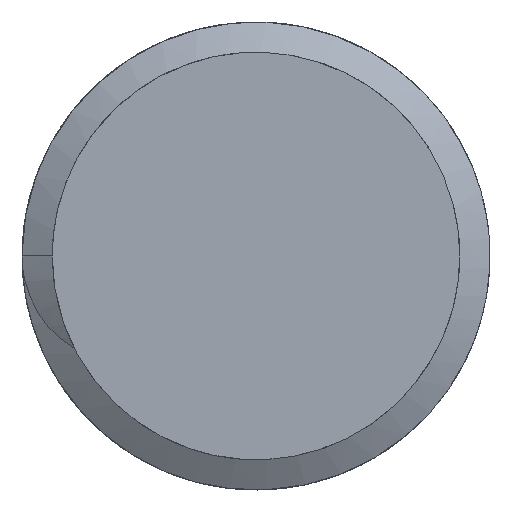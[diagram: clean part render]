
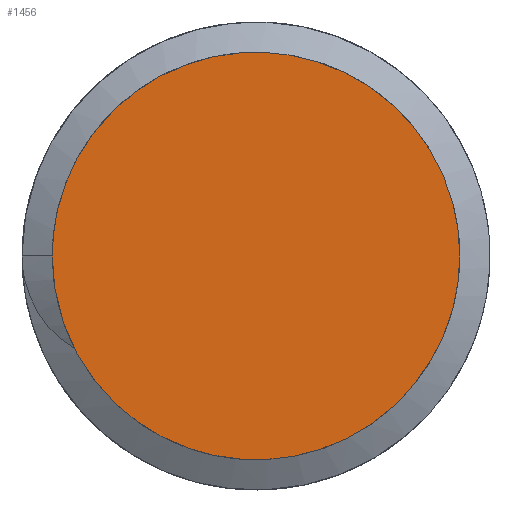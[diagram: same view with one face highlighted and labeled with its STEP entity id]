
A CAD part, left-side view. The second image highlights one B-rep face of the part: STEP entity #1456.
In plain terms, the highlighted free-form (B-spline) face has degree [1, 1] with [2, 2] control points.
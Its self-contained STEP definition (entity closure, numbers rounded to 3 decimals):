
#1435=CARTESIAN_POINT('',(0.,-15.75,15.75));
#1436=CARTESIAN_POINT('',(0.,-15.75,-15.75));
#1437=CARTESIAN_POINT('',(0.,15.75,15.75));
#1438=CARTESIAN_POINT('',(0.,15.75,-15.75));
#1439=B_SPLINE_SURFACE_WITH_KNOTS('',1,1,((#1435,#1436),(#1437,#1438)),.PLANE_SURF.,.F.,.F.,.U.,(2,2),(2,2),(-1.,2.),(-1.,2.),.UNSPECIFIED.);
#1440=CARTESIAN_POINT('',(0.,5.25,0.));
#1441=VERTEX_POINT('',#1440);
#1442=CARTESIAN_POINT('',(0.,5.25,0.));
#1443=CARTESIAN_POINT('',(0.,5.25,-5.25));
#1444=CARTESIAN_POINT('',(0.,0.,-5.25));
#1445=CARTESIAN_POINT('',(0.,-5.25,-5.25));
#1446=CARTESIAN_POINT('',(0.,-5.25,0.));
#1447=CARTESIAN_POINT('',(0.,-5.25,5.25));
#1448=CARTESIAN_POINT('',(0.,0.,5.25));
#1449=CARTESIAN_POINT('',(0.,5.25,5.25));
#1450=CARTESIAN_POINT('',(0.,5.25,0.));
#1451=(BOUNDED_CURVE()B_SPLINE_CURVE(2,(#1442,#1443,#1444,#1445,#1446,#1447,#1448,#1449,#1450),.CIRCULAR_ARC.,.T.,.U.)B_SPLINE_CURVE_WITH_KNOTS((3,2,2,2,3),(0.,0.25,0.5,0.75,1.),.UNSPECIFIED.)CURVE()GEOMETRIC_REPRESENTATION_ITEM()RATIONAL_B_SPLINE_CURVE((1.,0.707,1.,0.707,1.,0.707,1.,0.707,1.))REPRESENTATION_ITEM(''));
#1452=EDGE_CURVE('',#1441,#1441,#1451,.T.);
#1453=ORIENTED_EDGE('',*,*,#1452,.T.);
#1454=EDGE_LOOP('',(#1453));
#1455=FACE_OUTER_BOUND('',#1454,.T.);
#1456=ADVANCED_FACE('',(#1455),#1439,.T.);
